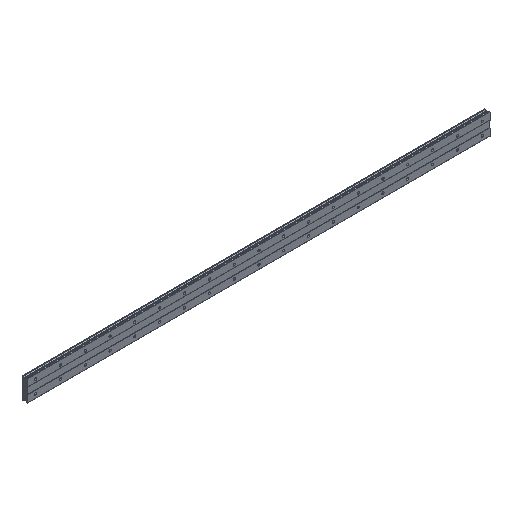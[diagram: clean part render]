
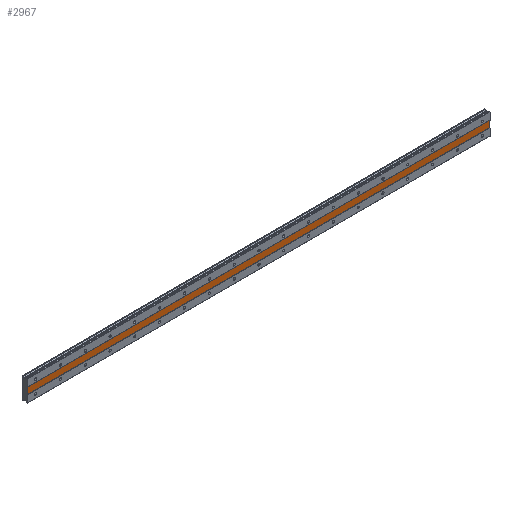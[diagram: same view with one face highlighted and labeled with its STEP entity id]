
A CAD part, isometric view. The second image highlights one B-rep face of the part: STEP entity #2967.
In plain terms, the highlighted planar face has unit normal (0, -1, 0).
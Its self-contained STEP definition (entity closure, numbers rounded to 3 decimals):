
#353 = CARTESIAN_POINT ( 'NONE',  ( 1465., 1., 10. ) ) ;
#683 = DIRECTION ( 'NONE',  ( 1., 0., 0. ) ) ;
#744 = LINE ( 'NONE', #2364, #4344 ) ;
#783 = EDGE_CURVE ( 'NONE', #5457, #5192, #744, .T. ) ;
#1280 = ORIENTED_EDGE ( 'NONE', *, *, #6849, .F. ) ;
#1415 = VECTOR ( 'NONE', #6287, 1000. ) ;
#1810 = ORIENTED_EDGE ( 'NONE', *, *, #4233, .F. ) ;
#2364 = CARTESIAN_POINT ( 'NONE',  ( 1465., 1., -10. ) ) ;
#2474 = CARTESIAN_POINT ( 'NONE',  ( 1465., 1., -10. ) ) ;
#2554 = VERTEX_POINT ( 'NONE', #6489 ) ;
#2651 = ORIENTED_EDGE ( 'NONE', *, *, #6406, .T. ) ;
#2818 = FACE_OUTER_BOUND ( 'NONE', #4677, .T. ) ;
#2873 = DIRECTION ( 'NONE',  ( 1., 0., 0. ) ) ;
#2967 = ADVANCED_FACE ( 'NONE', ( #2818 ), #3906, .F. ) ;
#3419 = DIRECTION ( 'NONE',  ( 0., 0., 1. ) ) ;
#3855 = LINE ( 'NONE', #6598, #5018 ) ;
#3856 = CARTESIAN_POINT ( 'NONE',  ( 1465., 1., 34.482 ) ) ;
#3906 = PLANE ( 'NONE',  #5449 ) ;
#4164 = LINE ( 'NONE', #4655, #1415 ) ;
#4233 = EDGE_CURVE ( 'NONE', #2554, #5214, #3855, .T. ) ;
#4344 = VECTOR ( 'NONE', #2873, 1000. ) ;
#4416 = CARTESIAN_POINT ( 'NONE',  ( -25., 1., -10. ) ) ;
#4655 = CARTESIAN_POINT ( 'NONE',  ( -25., 1., 34.482 ) ) ;
#4677 = EDGE_LOOP ( 'NONE', ( #6446, #1280, #1810, #2651 ) ) ;
#5018 = VECTOR ( 'NONE', #683, 1000. ) ;
#5035 = CARTESIAN_POINT ( 'NONE',  ( 1465., 1., 10. ) ) ;
#5192 = VERTEX_POINT ( 'NONE', #2474 ) ;
#5214 = VERTEX_POINT ( 'NONE', #353 ) ;
#5416 = DIRECTION ( 'NONE',  ( 0., 1., 0. ) ) ;
#5449 = AXIS2_PLACEMENT_3D ( 'NONE', #5035, #5416, #3419 ) ;
#5457 = VERTEX_POINT ( 'NONE', #4416 ) ;
#5532 = DIRECTION ( 'NONE',  ( 0., 0., -1. ) ) ;
#6057 = LINE ( 'NONE', #3856, #6350 ) ;
#6287 = DIRECTION ( 'NONE',  ( 0., 0., -1. ) ) ;
#6350 = VECTOR ( 'NONE', #5532, 1000. ) ;
#6406 = EDGE_CURVE ( 'NONE', #2554, #5457, #4164, .T. ) ;
#6446 = ORIENTED_EDGE ( 'NONE', *, *, #783, .T. ) ;
#6489 = CARTESIAN_POINT ( 'NONE',  ( -25., 1., 10. ) ) ;
#6598 = CARTESIAN_POINT ( 'NONE',  ( 1465., 1., 10. ) ) ;
#6849 = EDGE_CURVE ( 'NONE', #5214, #5192, #6057, .T. ) ;
